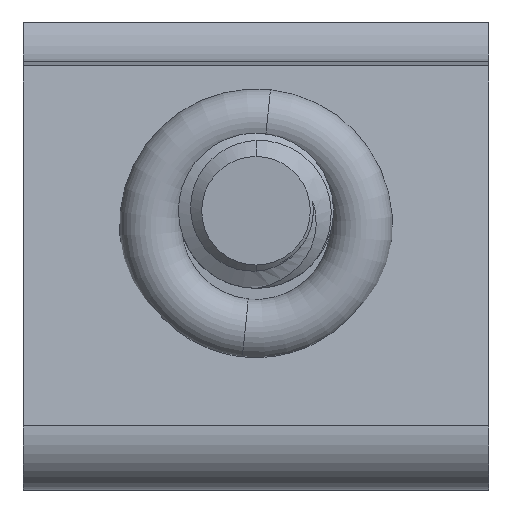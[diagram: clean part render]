
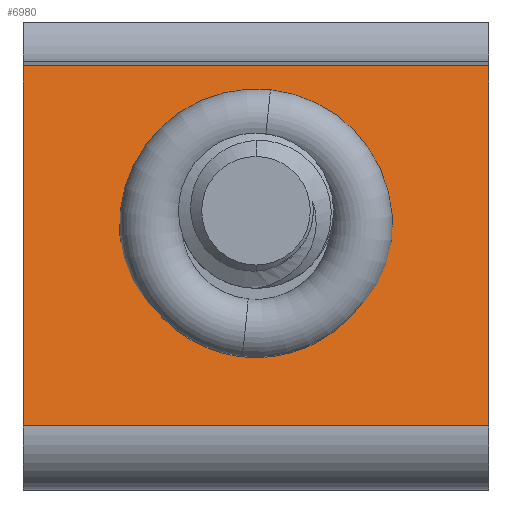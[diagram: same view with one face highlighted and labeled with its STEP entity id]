
A CAD part, front view. The second image highlights one B-rep face of the part: STEP entity #6980.
In plain terms, the highlighted planar face has unit normal (0, -0.989, 0.148).
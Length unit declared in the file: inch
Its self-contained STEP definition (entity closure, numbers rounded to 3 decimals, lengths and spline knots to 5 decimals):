
#26 = CARTESIAN_POINT ( 'NONE',  ( -0.24936, -0.71767, -0.53669 ) ) ;
#156 = DIRECTION ( 'NONE',  ( 0., -0.989, 0.148 ) ) ;
#166 = EDGE_CURVE ( 'NONE', #1012, #2509, #4968, .T. ) ;
#186 = VECTOR ( 'NONE', #2020, 39.37008 ) ;
#257 = DIRECTION ( 'NONE',  ( 1., 0., 0. ) ) ;
#274 = CARTESIAN_POINT ( 'NONE',  ( -0.375, -0.64742, -0.06666 ) ) ;
#447 = VERTEX_POINT ( 'NONE', #4404 ) ;
#595 = VERTEX_POINT ( 'NONE', #5465 ) ;
#1012 = VERTEX_POINT ( 'NONE', #2459 ) ;
#1348 = VERTEX_POINT ( 'NONE', #4903 ) ;
#1381 = EDGE_CURVE ( 'NONE', #2026, #447, #7159, .T. ) ;
#1416 = CARTESIAN_POINT ( 'NONE',  ( -0.375, -0.64742, -0.06666 ) ) ;
#1583 = DIRECTION ( 'NONE',  ( 0., -0.148, -0.989 ) ) ;
#1758 = AXIS2_PLACEMENT_3D ( 'NONE', #2480, #156, #4720 ) ;
#1783 = CARTESIAN_POINT ( 'NONE',  ( 0.24936, -0.71767, -0.53669 ) ) ;
#2020 = DIRECTION ( 'NONE',  ( 1., 0., 0. ) ) ;
#2026 = VERTEX_POINT ( 'NONE', #274 ) ;
#2195 = ORIENTED_EDGE ( 'NONE', *, *, #7039, .T. ) ;
#2292 = VECTOR ( 'NONE', #3263, 39.37008 ) ;
#2309 = CARTESIAN_POINT ( 'NONE',  ( -0.32553, -0.68172, -0.29615 ) ) ;
#2383 = CARTESIAN_POINT ( 'NONE',  ( 0., -0.71767, -0.53669 ) ) ;
#2434 = VECTOR ( 'NONE', #1583, 39.37008 ) ;
#2459 = CARTESIAN_POINT ( 'NONE',  ( -0.375, -0.73411, -0.6467 ) ) ;
#2480 = CARTESIAN_POINT ( 'NONE',  ( -0.375, -0.65739, -0.13338 ) ) ;
#2509 = VERTEX_POINT ( 'NONE', #3050 ) ;
#2784 = CARTESIAN_POINT ( 'NONE',  ( -0.375, -0.73411, -0.6467 ) ) ;
#3050 = CARTESIAN_POINT ( 'NONE',  ( 0.375, -0.73411, -0.6467 ) ) ;
#3199 = CARTESIAN_POINT ( 'NONE',  ( -0.375, -0.65976, -0.1492 ) ) ;
#3263 = DIRECTION ( 'NONE',  ( 0., -0.148, -0.989 ) ) ;
#3318 = LINE ( 'NONE', #3199, #186 ) ;
#3355 = EDGE_CURVE ( 'NONE', #2026, #1012, #6011, .T. ) ;
#3624 = ORIENTED_EDGE ( 'NONE', *, *, #1381, .F. ) ;
#3780 = CARTESIAN_POINT ( 'NONE',  ( -0.375, -0.65739, -0.13338 ) ) ;
#3792 = LINE ( 'NONE', #6102, #2292 ) ;
#3901 = EDGE_CURVE ( 'NONE', #595, #1348, #4596, .T. ) ;
#4042 = CARTESIAN_POINT ( 'NONE',  ( 0.32553, -0.68172, -0.29615 ) ) ;
#4386 = ORIENTED_EDGE ( 'NONE', *, *, #5319, .F. ) ;
#4404 = CARTESIAN_POINT ( 'NONE',  ( 0.375, -0.64742, -0.06666 ) ) ;
#4596 =( BOUNDED_CURVE ( )  B_SPLINE_CURVE ( 3, ( #4690, #4042, #1783, #2383, #26, #2309, #5239 ),
 .UNSPECIFIED., .F., .T. ) 
 B_SPLINE_CURVE_WITH_KNOTS ( ( 4, 3, 4 ),
 ( 0.62089, 3.14159, 5.66229 ),
 .UNSPECIFIED. ) 
 CURVE ( )  GEOMETRIC_REPRESENTATION_ITEM ( )  RATIONAL_B_SPLINE_CURVE ( ( 1., 0.537, 0.537, 1., 0.537, 0.537, 1. ) ) 
 REPRESENTATION_ITEM ( '' )  );
#4690 = CARTESIAN_POINT ( 'NONE',  ( 0.12272, -0.65976, -0.1492 ) ) ;
#4720 = DIRECTION ( 'NONE',  ( 0., -0.148, -0.989 ) ) ;
#4757 = FACE_BOUND ( 'NONE', #6168, .T. ) ;
#4903 = CARTESIAN_POINT ( 'NONE',  ( -0.12272, -0.65976, -0.1492 ) ) ;
#4968 = LINE ( 'NONE', #2784, #5295 ) ;
#5239 = CARTESIAN_POINT ( 'NONE',  ( -0.12272, -0.65976, -0.1492 ) ) ;
#5265 = PLANE ( 'NONE',  #1758 ) ;
#5295 = VECTOR ( 'NONE', #6156, 39.37008 ) ;
#5306 = ORIENTED_EDGE ( 'NONE', *, *, #166, .T. ) ;
#5319 = EDGE_CURVE ( 'NONE', #447, #2509, #3792, .T. ) ;
#5465 = CARTESIAN_POINT ( 'NONE',  ( 0.12272, -0.65976, -0.1492 ) ) ;
#5521 = VECTOR ( 'NONE', #257, 39.37008 ) ;
#5960 = ORIENTED_EDGE ( 'NONE', *, *, #3901, .T. ) ;
#6011 = LINE ( 'NONE', #3780, #2434 ) ;
#6102 = CARTESIAN_POINT ( 'NONE',  ( 0.375, -0.65739, -0.13338 ) ) ;
#6156 = DIRECTION ( 'NONE',  ( 1., 0., 0. ) ) ;
#6168 = EDGE_LOOP ( 'NONE', ( #2195, #5960 ) ) ;
#6503 = EDGE_LOOP ( 'NONE', ( #3624, #6866, #5306, #4386 ) ) ;
#6866 = ORIENTED_EDGE ( 'NONE', *, *, #3355, .T. ) ;
#6980 = ADVANCED_FACE ( 'NONE', ( #7077, #4757 ), #5265, .T. ) ;
#7039 = EDGE_CURVE ( 'NONE', #1348, #595, #3318, .T. ) ;
#7077 = FACE_OUTER_BOUND ( 'NONE', #6503, .T. ) ;
#7159 = LINE ( 'NONE', #1416, #5521 ) ;
